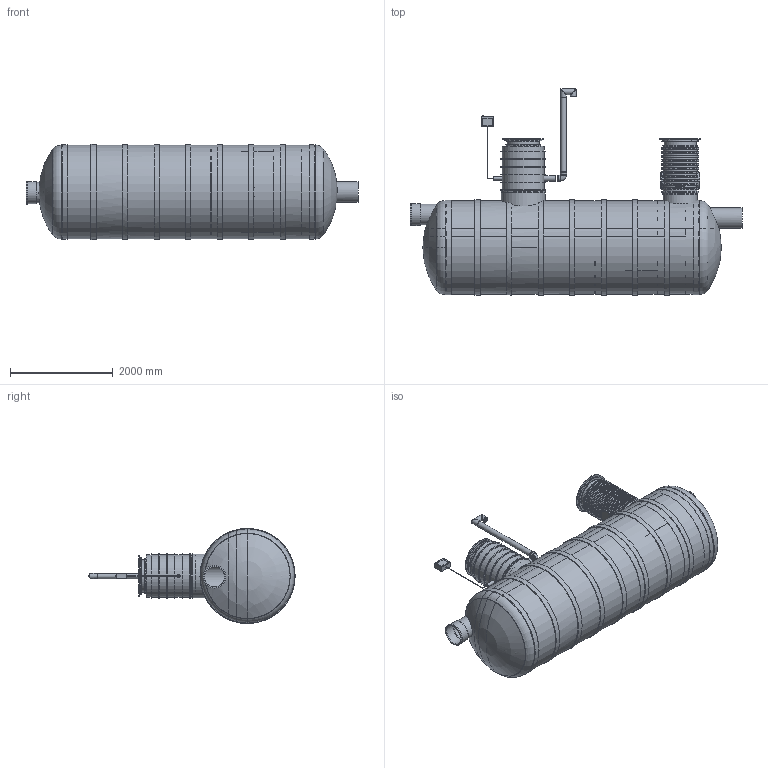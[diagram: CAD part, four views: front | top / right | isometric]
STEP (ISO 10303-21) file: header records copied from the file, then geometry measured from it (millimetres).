
FILE_DESCRIPTION(/* description */ ('Unknown'),/* implementation_level */ '2;1');
FILE_NAME(/* name */ 'EQ BP 1.klassi õlieraldaja NS40_120',/* time_stamp */ '2023-04-13T14:05:10+03:00',/* author */ ('Unknown'),/* organization */ ('Unknown'),/* preprocessor_version */ 'ST-DEVELOPER v18.1',/* originating_system */ 'Solid Edge',/* authorisation */ 'Unknown');
FILE_SCHEMA (('AUTOMOTIVE_DESIGN {1 0 10303 214 3 1 1}'));
Length unit declared in the file: millimetre
Products named in the file (54): EQ BP 1.klassi eraldaja NS40_120; kestakoost NS40_120 29.03.23; silinder D1800 NS40_120; 2522.102_ots1; 2522.103_ots2; PVC_polv_400; 2522.107_sisend D315; 2522.110_valjund toru D315; PVC Kaksikmuhv d400; 2647.104_vahesein1; 2672.200; 2672.201 vahesein2; Raam kahele filtriplokile 2631.000_var2; 2631.001_var2; 2631.002_var2; Polt_M6x20HK; Mutter M6 a2_NY; Filter HD Q-PAC; 2647.202; 2647.203; 2647.204; 2647.205; 2647.206; D665 KP silinder 26.04.19; D800 KP silinder 9.12.19; 2672.116 vahesein3; 2672.117 moodavoolutoru; 2522.001_liivamaht NS40; 2672.002_olimaht NS40; 2703.001; Malmluuk_D600_(Ginmika); Malmluugi_korpus_D600_(Ginmika); Malmluugi_kaan_D600_(Ginmika); 2697.001 tihend teeninduskaevule 670_var2; D800 uus rotost teeninduskaev_lisaga 20.02.23; Tihend teeninduskaevule 800; RoundTubing 25x2.3_oa_0; Olieraldustoru1; SO012747-3.002; keermelattM8x200 ...
Assembly tree (75 placements, depth 5):
  EQ BP 1.klassi eraldaja NS40_120
    kestakoost NS40_120 29.03.23
      silinder D1800 NS40_120
      2522.102_ots1
      2522.103_ots2
      PVC_polv_400  x2
      2522.107_sisend D315
      2522.110_valjund toru D315
      PVC Kaksikmuhv d400  x2
      2647.104_vahesein1
      2672.200
        2672.201 vahesein2
        Raam kahele filtriplokile 2631.000_var2  x10
          2631.001_var2
          2631.002_var2
          Polt_M6x20HK
          Mutter M6 a2_NY
          Filter HD Q-PAC
        2647.202
        2647.203
        2647.204  x2
        2647.205  x2
        2647.206
      D665 KP silinder 26.04.19
      D800 KP silinder 9.12.19
      2672.116 vahesein3
      2672.117 moodavoolutoru
    2522.001_liivamaht NS40
    2672.002_olimaht NS40
    2703.001  x2
    Malmluuk_D600_(Ginmika)  x2
      Malmluugi_korpus_D600_(Ginmika)
      Malmluugi_kaan_D600_(Ginmika)
    2697.001 tihend teeninduskaevule 670_var2  x3
    D800 uus rotost teeninduskaev_lisaga 20.02.23
    Tihend teeninduskaevule 800
    RoundTubing 25x2.3_oa_0
    Olieraldustoru1
      SO012747-3.002
      keermelattM8x200
      Mutter M8RVNY  x2
      Seib 8 RV  x2
    RoundTubing 63x4.7_oa_1
    RoundTubing 110x6.6_oa_2
    2522.003_efektiivne maht NS40
    2693.001_var3_oa_3
    Ujuk_oa_4
    Ujuk_oa_5
    Ujuk_oa_6
    elektrikarp loikefotole
    PE_vent_malm_L=1500
      PVC_polv_110
      PE venttoru DN100 L=1500
      Rotoventiots
Bounding box: 6450 x 4004.72 x 1847 mm (x, y, z)
Volume: 16029457649.8 mm3; surface area: 222479981.1 mm2
Topology: 137 solids, 137 shells, 2592 faces, 5930 edges, 3729 vertices
Faces by surface type: plane 1692, cylinder 657, torus 156, cone 55, bspline 23, sphere 9
Full cylindrical faces by diameter (mm): 4.917 x20, 6 x22, 6.8 x2, 7 x40, 8 x31, 8.4 x2, 8.5 x3, 9 x4, 10 x62, 16 x2, 20 x1, 20.4 x1, 25 x1, 53.6 x1, 63 x1, 96.8 x1, 100 x2, 103.2 x3, 105 x1, 110 x9, 120 x2, 130 x2, 184 x1, 190.4 x1, 200 x2, 315 x1, 382 x1, 387.6 x2, 390 x6, 400 x18
Entity records: 29121 total; most frequent: CARTESIAN_POINT 8153, DIRECTION 4134, ORIENTED_EDGE 3370, AXIS2_PLACEMENT_3D 1751, EDGE_CURVE 1685, EDGE_LOOP 1492, FACE_BOUND 1492, VERTEX_POINT 1257
